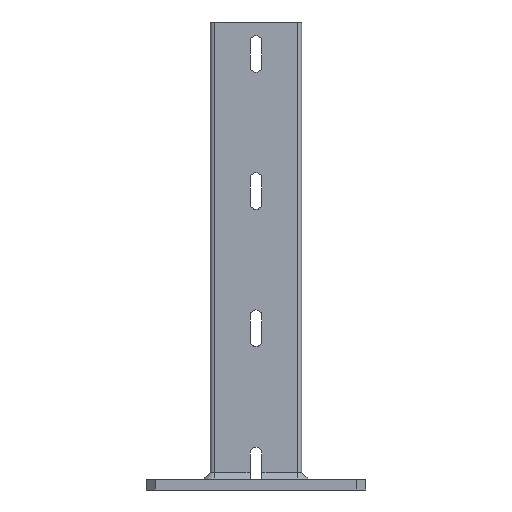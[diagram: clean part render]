
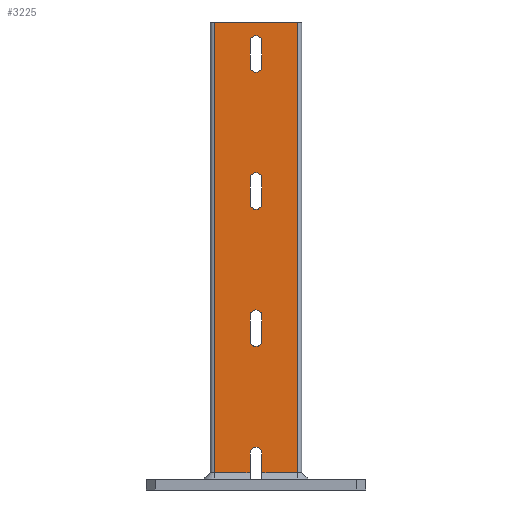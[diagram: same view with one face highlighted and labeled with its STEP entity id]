
A CAD part, left-side view. The second image highlights one B-rep face of the part: STEP entity #3225.
In plain terms, the highlighted planar face has unit normal (-1, 0, 0).
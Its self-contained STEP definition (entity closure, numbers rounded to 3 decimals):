
#75=CARTESIAN_POINT('',(-50.,6.5,19.));
#76=VERTEX_POINT('',#75);
#83=CARTESIAN_POINT('',(-50.,45.5,19.));
#84=VERTEX_POINT('',#83);
#85=CARTESIAN_POINT('',(-50.,45.5,19.));
#86=DIRECTION('',(0.0,-1.0,0.0));
#87=VECTOR('',#86,39.);
#88=LINE('',#85,#87);
#89=EDGE_CURVE('',#84,#76,#88,.T.);
#646=CARTESIAN_POINT('',(-50.,-45.5,19.));
#647=VERTEX_POINT('',#646);
#656=CARTESIAN_POINT('',(-50.,-6.5,19.));
#657=VERTEX_POINT('',#656);
#658=CARTESIAN_POINT('',(-50.,-6.5,19.));
#659=DIRECTION('',(0.0,-1.0,0.0));
#660=VECTOR('',#659,39.);
#661=LINE('',#658,#660);
#662=EDGE_CURVE('',#657,#647,#661,.T.);
#2581=CARTESIAN_POINT('',(-50.,45.5,512.0));
#2582=VERTEX_POINT('',#2581);
#2583=CARTESIAN_POINT('',(-50.,45.5,19.));
#2584=DIRECTION('',(0.0,0.0,1.0));
#2585=VECTOR('',#2584,493.0);
#2586=LINE('',#2583,#2585);
#2587=EDGE_CURVE('',#84,#2582,#2586,.T.);
#3034=CARTESIAN_POINT('',(-50.,-45.5,512.0));
#3035=VERTEX_POINT('',#3034);
#3043=CARTESIAN_POINT('',(-50.,-45.5,19.));
#3044=DIRECTION('',(0.0,0.0,1.0));
#3045=VECTOR('',#3044,493.0);
#3046=LINE('',#3043,#3045);
#3047=EDGE_CURVE('',#647,#3035,#3046,.T.);
#3077=CARTESIAN_POINT('',(-50.,-45.5,0.));
#3078=DIRECTION('',(-1.0,0.0,0.0));
#3079=DIRECTION('',(0.0,-1.0,0.0));
#3080=AXIS2_PLACEMENT_3D('',#3077,#3078,#3079);
#3081=PLANE('',#3080);
#3082=ORIENTED_EDGE('',*,*,#89,.T.);
#3083=CARTESIAN_POINT('',(-50.,6.5,40.5));
#3084=VERTEX_POINT('',#3083);
#3085=CARTESIAN_POINT('',(-50.,6.5,19.));
#3086=DIRECTION('',(0.0,0.0,1.0));
#3087=VECTOR('',#3086,21.5);
#3088=LINE('',#3085,#3087);
#3089=EDGE_CURVE('',#76,#3084,#3088,.T.);
#3090=ORIENTED_EDGE('',*,*,#3089,.T.);
#3091=CARTESIAN_POINT('',(-50.,-6.5,40.5));
#3092=VERTEX_POINT('',#3091);
#3093=CARTESIAN_POINT('',(-50.,0.,40.5));
#3094=DIRECTION('',(1.0,0.0,0.0));
#3095=DIRECTION('',(0.0,-1.0,0.0));
#3096=AXIS2_PLACEMENT_3D('',#3093,#3094,#3095);
#3097=CIRCLE('',#3096,6.5);
#3098=EDGE_CURVE('',#3084,#3092,#3097,.T.);
#3099=ORIENTED_EDGE('',*,*,#3098,.T.);
#3100=CARTESIAN_POINT('',(-50.,-6.5,40.5));
#3101=DIRECTION('',(0.0,0.0,-1.0));
#3102=VECTOR('',#3101,21.5);
#3103=LINE('',#3100,#3102);
#3104=EDGE_CURVE('',#3092,#657,#3103,.T.);
#3105=ORIENTED_EDGE('',*,*,#3104,.T.);
#3106=ORIENTED_EDGE('',*,*,#662,.T.);
#3107=ORIENTED_EDGE('',*,*,#3047,.T.);
#3108=CARTESIAN_POINT('',(-50.,-45.5,512.0));
#3109=DIRECTION('',(0.0,1.0,0.0));
#3110=VECTOR('',#3109,91.);
#3111=LINE('',#3108,#3110);
#3112=EDGE_CURVE('',#3035,#2582,#3111,.T.);
#3113=ORIENTED_EDGE('',*,*,#3112,.T.);
#3114=ORIENTED_EDGE('',*,*,#2587,.F.);
#3115=EDGE_LOOP('',(#3082,#3090,#3099,#3105,#3106,#3107,#3113,#3114));
#3116=FACE_OUTER_BOUND('',#3115,.T.);
#3117=CARTESIAN_POINT('',(-50.,-6.5,463.5));
#3118=VERTEX_POINT('',#3117);
#3119=CARTESIAN_POINT('',(-50.,6.5,463.5));
#3120=VERTEX_POINT('',#3119);
#3121=CARTESIAN_POINT('',(-50.,0.,463.5));
#3122=DIRECTION('',(1.0,0.0,0.0));
#3123=DIRECTION('',(0.0,1.0,0.0));
#3124=AXIS2_PLACEMENT_3D('',#3121,#3122,#3123);
#3125=CIRCLE('',#3124,6.5);
#3126=EDGE_CURVE('',#3118,#3120,#3125,.T.);
#3127=ORIENTED_EDGE('',*,*,#3126,.T.);
#3128=CARTESIAN_POINT('',(-50.,6.5,490.5));
#3129=VERTEX_POINT('',#3128);
#3130=CARTESIAN_POINT('',(-50.,6.5,463.5));
#3131=DIRECTION('',(0.0,0.0,1.0));
#3132=VECTOR('',#3131,27.);
#3133=LINE('',#3130,#3132);
#3134=EDGE_CURVE('',#3120,#3129,#3133,.T.);
#3135=ORIENTED_EDGE('',*,*,#3134,.T.);
#3136=CARTESIAN_POINT('',(-50.,-6.5,490.5));
#3137=VERTEX_POINT('',#3136);
#3138=CARTESIAN_POINT('',(-50.,0.,490.5));
#3139=DIRECTION('',(1.0,0.0,0.0));
#3140=DIRECTION('',(0.0,-1.0,0.0));
#3141=AXIS2_PLACEMENT_3D('',#3138,#3139,#3140);
#3142=CIRCLE('',#3141,6.5);
#3143=EDGE_CURVE('',#3129,#3137,#3142,.T.);
#3144=ORIENTED_EDGE('',*,*,#3143,.T.);
#3145=CARTESIAN_POINT('',(-50.,-6.5,490.5));
#3146=DIRECTION('',(0.0,0.0,-1.0));
#3147=VECTOR('',#3146,27.0);
#3148=LINE('',#3145,#3147);
#3149=EDGE_CURVE('',#3137,#3118,#3148,.T.);
#3150=ORIENTED_EDGE('',*,*,#3149,.T.);
#3151=EDGE_LOOP('',(#3127,#3135,#3144,#3150));
#3152=FACE_BOUND('',#3151,.T.);
#3153=CARTESIAN_POINT('',(-50.,-6.5,313.5));
#3154=VERTEX_POINT('',#3153);
#3155=CARTESIAN_POINT('',(-50.,6.5,313.5));
#3156=VERTEX_POINT('',#3155);
#3157=CARTESIAN_POINT('',(-50.,0.,313.5));
#3158=DIRECTION('',(1.0,0.0,0.0));
#3159=DIRECTION('',(0.0,1.0,0.0));
#3160=AXIS2_PLACEMENT_3D('',#3157,#3158,#3159);
#3161=CIRCLE('',#3160,6.5);
#3162=EDGE_CURVE('',#3154,#3156,#3161,.T.);
#3163=ORIENTED_EDGE('',*,*,#3162,.T.);
#3164=CARTESIAN_POINT('',(-50.,6.5,340.5));
#3165=VERTEX_POINT('',#3164);
#3166=CARTESIAN_POINT('',(-50.,6.5,313.5));
#3167=DIRECTION('',(0.0,0.0,1.0));
#3168=VECTOR('',#3167,27.0);
#3169=LINE('',#3166,#3168);
#3170=EDGE_CURVE('',#3156,#3165,#3169,.T.);
#3171=ORIENTED_EDGE('',*,*,#3170,.T.);
#3172=CARTESIAN_POINT('',(-50.,-6.5,340.5));
#3173=VERTEX_POINT('',#3172);
#3174=CARTESIAN_POINT('',(-50.,0.,340.5));
#3175=DIRECTION('',(1.0,0.0,0.0));
#3176=DIRECTION('',(0.0,-1.0,0.0));
#3177=AXIS2_PLACEMENT_3D('',#3174,#3175,#3176);
#3178=CIRCLE('',#3177,6.5);
#3179=EDGE_CURVE('',#3165,#3173,#3178,.T.);
#3180=ORIENTED_EDGE('',*,*,#3179,.T.);
#3181=CARTESIAN_POINT('',(-50.,-6.5,340.5));
#3182=DIRECTION('',(0.0,0.0,-1.0));
#3183=VECTOR('',#3182,27.0);
#3184=LINE('',#3181,#3183);
#3185=EDGE_CURVE('',#3173,#3154,#3184,.T.);
#3186=ORIENTED_EDGE('',*,*,#3185,.T.);
#3187=EDGE_LOOP('',(#3163,#3171,#3180,#3186));
#3188=FACE_BOUND('',#3187,.T.);
#3189=CARTESIAN_POINT('',(-50.,-6.5,163.5));
#3190=VERTEX_POINT('',#3189);
#3191=CARTESIAN_POINT('',(-50.,6.5,163.5));
#3192=VERTEX_POINT('',#3191);
#3193=CARTESIAN_POINT('',(-50.,0.,163.5));
#3194=DIRECTION('',(1.0,0.0,0.0));
#3195=DIRECTION('',(0.0,1.0,0.0));
#3196=AXIS2_PLACEMENT_3D('',#3193,#3194,#3195);
#3197=CIRCLE('',#3196,6.5);
#3198=EDGE_CURVE('',#3190,#3192,#3197,.T.);
#3199=ORIENTED_EDGE('',*,*,#3198,.T.);
#3200=CARTESIAN_POINT('',(-50.,6.5,190.5));
#3201=VERTEX_POINT('',#3200);
#3202=CARTESIAN_POINT('',(-50.,6.5,163.5));
#3203=DIRECTION('',(0.0,0.0,1.0));
#3204=VECTOR('',#3203,27.0);
#3205=LINE('',#3202,#3204);
#3206=EDGE_CURVE('',#3192,#3201,#3205,.T.);
#3207=ORIENTED_EDGE('',*,*,#3206,.T.);
#3208=CARTESIAN_POINT('',(-50.,-6.5,190.5));
#3209=VERTEX_POINT('',#3208);
#3210=CARTESIAN_POINT('',(-50.,0.,190.5));
#3211=DIRECTION('',(1.0,0.0,0.0));
#3212=DIRECTION('',(0.0,-1.0,0.0));
#3213=AXIS2_PLACEMENT_3D('',#3210,#3211,#3212);
#3214=CIRCLE('',#3213,6.5);
#3215=EDGE_CURVE('',#3201,#3209,#3214,.T.);
#3216=ORIENTED_EDGE('',*,*,#3215,.T.);
#3217=CARTESIAN_POINT('',(-50.,-6.5,190.5));
#3218=DIRECTION('',(0.0,0.0,-1.0));
#3219=VECTOR('',#3218,27.0);
#3220=LINE('',#3217,#3219);
#3221=EDGE_CURVE('',#3209,#3190,#3220,.T.);
#3222=ORIENTED_EDGE('',*,*,#3221,.T.);
#3223=EDGE_LOOP('',(#3199,#3207,#3216,#3222));
#3224=FACE_BOUND('',#3223,.T.);
#3225=ADVANCED_FACE('',(#3116,#3152,#3188,#3224),#3081,.T.);
